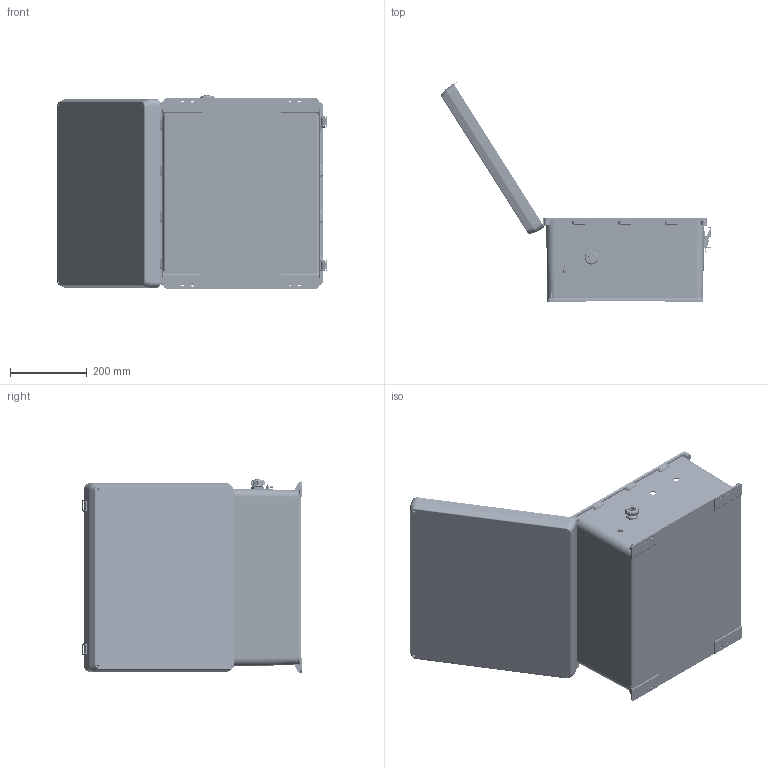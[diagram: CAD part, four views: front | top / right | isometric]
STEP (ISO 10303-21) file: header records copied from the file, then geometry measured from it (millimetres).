
FILE_DESCRIPTION (( 'STEP AP214' ), '1' );
FILE_NAME ('TEF181608-1H0.STEP', '2019-05-09T16:59:21', ( '' ), ( '' ), 'SwSTEP 2.0', 'SolidWorks 2018', '' );
FILE_SCHEMA (( 'AUTOMOTIVE_DESIGN' ));
Length unit declared in the file: inch
Products named in the file (32): XMH-0010; XC-0003; X-PCB-HYP285; XFS-0032_91735A151; NB181608-Box; XFW-0002; XFS-0017; XFN-0003; X-ASSY-HYP285-1; XFS-0026; 10-32 NEMA PLATE SCREW; XFN-0013; XCT-0010; NB181608-Hinge; XMH-0006; XMH-0007; XCTB-0002; XCT-0011; NB181608-Lid; XF797-02; TEF181608-1H0; NEMA 18 GroundWire; XFN-0022; XERZ-V20D241; XFS-0067_XFS-0067; XHIC-HTR110; NB181608-DoorClasp-1; XFS-0066_90272A147; XFW-0004; NB181608-DoorClasp-2; XF685-01; XCT-0005
Assembly tree (64 placements, depth 3):
  TEF181608-1H0
    NB181608-Box
    NB181608-Hinge  x2
    NB181608-Lid
    NB181608-DoorClasp-1  x2
    NB181608-DoorClasp-2  x2
    XF685-01
    XMH-0007  x4
    XCTB-0002
    10-32 NEMA PLATE SCREW  x4
    XFN-0013  x2
    XMH-0010  x2
    XF797-02
    XFS-0017  x9
    XCT-0011
    XCT-0010
    XFN-0003  x2
    XC-0003
    XCT-0005
    XFW-0002
    XFS-0026
    NEMA 18 GroundWire
    XHIC-HTR110  x2
    XMH-0006  x2
    XFW-0004  x6
    X-ASSY-HYP285-1
      X-PCB-HYP285
      XERZ-V20D241  x3
    XFN-0022  x2
    XFS-0032_91735A151  x2
    XFS-0066_90272A147  x2
    XFS-0067_XFS-0067  x2
Bounding box: 703.32 x 571.16 x 502.84 mm (x, y, z)
Volume: 4139711 mm3; surface area: 2272080.1 mm2
Topology: 69 solids, 70 shells, 6580 faces, 16668 edges, 10289 vertices
Faces by surface type: cylinder 2215, plane 2113, cone 1489, torus 468, bspline 258, sphere 37
Entity records: 155264 total; most frequent: CARTESIAN_POINT 45906, ORIENTED_EDGE 20048, DIRECTION 19181, EDGE_CURVE 10024, AXIS2_PLACEMENT_3D 7118, VERTEX_POINT 6278, LINE 4945, VECTOR 4945
